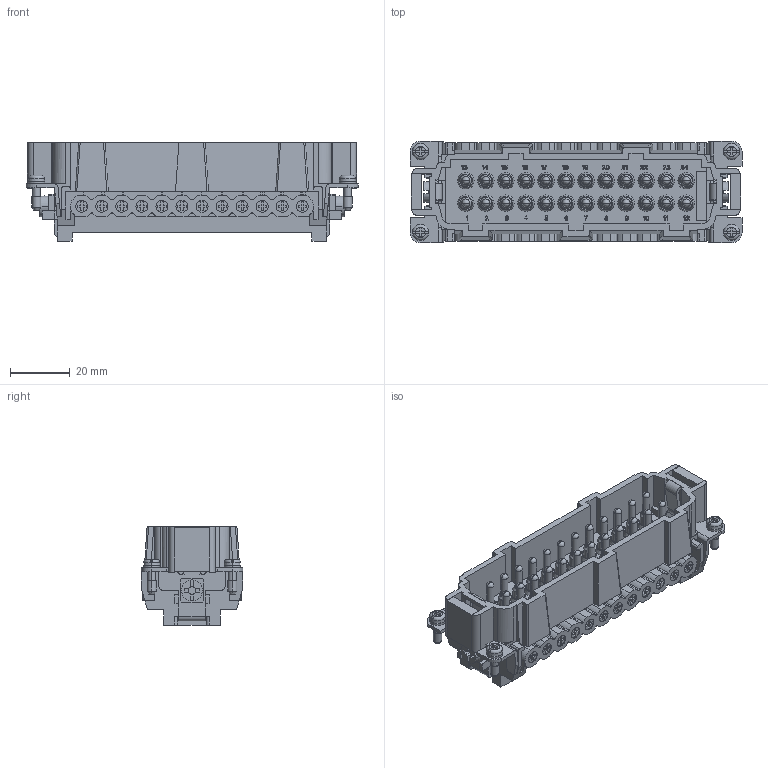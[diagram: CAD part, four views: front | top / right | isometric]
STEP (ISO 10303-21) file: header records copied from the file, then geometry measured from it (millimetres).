
FILE_DESCRIPTION(('Creo Elements/Direct Modeling STEP Export'),'2;1');
FILE_NAME('0ln7uvk45283l2r2556','2016-10-04T16:14:40',(''),(''),'PTC Creo Elements/Direct Modeling STEP processor for AP214 (Solid Model)','PTC Creo Elements/Direct Modeling 19.0E 27-Jun-2016 (C) Parametric Technology GmbH','');
FILE_SCHEMA(('AUTOMOTIVE_DESIGN { 1 0 10303 214 1 1 1 1 }'));
Products named in the file (1): CNEM_24_RY
Bounding box: 111 x 34 x 33 mm (x, y, z)
Volume: 50064.1 mm3; surface area: 29093.8 mm2
Topology: 1 solids, 1 shells, 1770 faces, 7399 edges, 5886 vertices
Faces by surface type: plane 1143, cylinder 411, cone 160, torus 56
Entity records: 88586 total; most frequent: CARTESIAN_POINT 15376, ORIENTED_EDGE 14774, DIRECTION 10830, EDGE_CURVE 7383, VECTOR 5958, LINE 5958, VERTEX_POINT 5878, AXIS2_PLACEMENT_3D 2436
